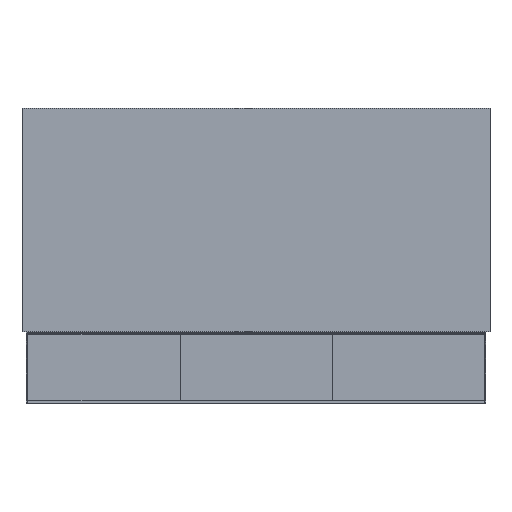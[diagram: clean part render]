
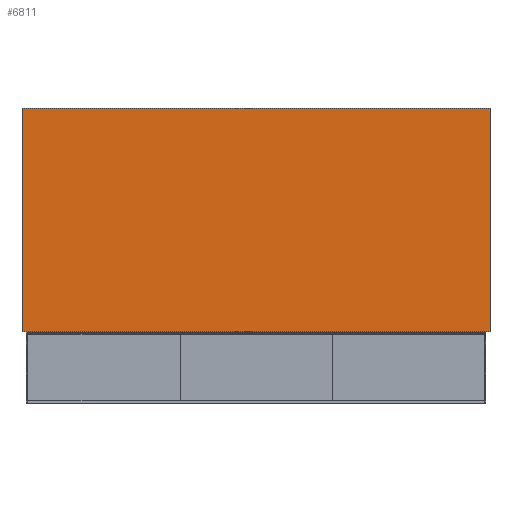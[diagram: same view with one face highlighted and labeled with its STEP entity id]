
A CAD part, front view. The second image highlights one B-rep face of the part: STEP entity #6811.
In plain terms, the highlighted planar face has unit normal (0, -1, 0).
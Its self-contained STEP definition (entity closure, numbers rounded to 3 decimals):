
#129 = ORIENTED_EDGE ( 'NONE', *, *, #8247, .F. ) ;
#1159 = FACE_OUTER_BOUND ( 'NONE', #2080, .T. ) ;
#1184 = VECTOR ( 'NONE', #2783, 1000. ) ;
#2080 = EDGE_LOOP ( 'NONE', ( #129, #9524, #3546, #8047 ) ) ;
#2357 = CARTESIAN_POINT ( 'NONE',  ( 727.5, 0., 347.5 ) ) ;
#2647 = CARTESIAN_POINT ( 'NONE',  ( -727.5, 0., 347.5 ) ) ;
#2783 = DIRECTION ( 'NONE',  ( -1., 0., 0. ) ) ;
#2869 = VECTOR ( 'NONE', #6372, 1000. ) ;
#3301 = DIRECTION ( 'NONE',  ( 0., 1., 0. ) ) ;
#3339 = DIRECTION ( 'NONE',  ( 0., 0., 1. ) ) ;
#3415 = VECTOR ( 'NONE', #5500, 1000. ) ;
#3546 = ORIENTED_EDGE ( 'NONE', *, *, #4770, .F. ) ;
#4335 = VERTEX_POINT ( 'NONE', #10629 ) ;
#4770 = EDGE_CURVE ( 'NONE', #4335, #5052, #7209, .T. ) ;
#5052 = VERTEX_POINT ( 'NONE', #2647 ) ;
#5109 = EDGE_CURVE ( 'NONE', #8109, #4335, #8714, .T. ) ;
#5500 = DIRECTION ( 'NONE',  ( 0., 0., -1. ) ) ;
#5560 = CARTESIAN_POINT ( 'NONE',  ( -727.5, 0., -347.5 ) ) ;
#5881 = VECTOR ( 'NONE', #8482, 1000. ) ;
#5969 = EDGE_CURVE ( 'NONE', #5052, #6942, #8051, .T. ) ;
#6372 = DIRECTION ( 'NONE',  ( 0., 0., 1. ) ) ;
#6811 = ADVANCED_FACE ( 'NONE', ( #1159 ), #7393, .F. ) ;
#6942 = VERTEX_POINT ( 'NONE', #2357 ) ;
#7209 = LINE ( 'NONE', #5560, #2869 ) ;
#7393 = PLANE ( 'NONE',  #8619 ) ;
#7739 = LINE ( 'NONE', #9607, #3415 ) ;
#8047 = ORIENTED_EDGE ( 'NONE', *, *, #5109, .F. ) ;
#8051 = LINE ( 'NONE', #8451, #5881 ) ;
#8109 = VERTEX_POINT ( 'NONE', #9397 ) ;
#8218 = CARTESIAN_POINT ( 'NONE',  ( 0., 0., 0. ) ) ;
#8247 = EDGE_CURVE ( 'NONE', #6942, #8109, #7739, .T. ) ;
#8451 = CARTESIAN_POINT ( 'NONE',  ( -727.5, 0., 347.5 ) ) ;
#8482 = DIRECTION ( 'NONE',  ( 1., 0., 0. ) ) ;
#8619 = AXIS2_PLACEMENT_3D ( 'NONE', #8218, #3301, #3339 ) ;
#8714 = LINE ( 'NONE', #10086, #1184 ) ;
#9397 = CARTESIAN_POINT ( 'NONE',  ( 727.5, 0., -347.5 ) ) ;
#9524 = ORIENTED_EDGE ( 'NONE', *, *, #5969, .F. ) ;
#9607 = CARTESIAN_POINT ( 'NONE',  ( 727.5, 0., -347.5 ) ) ;
#10086 = CARTESIAN_POINT ( 'NONE',  ( -727.5, 0., -347.5 ) ) ;
#10629 = CARTESIAN_POINT ( 'NONE',  ( -727.5, 0., -347.5 ) ) ;
